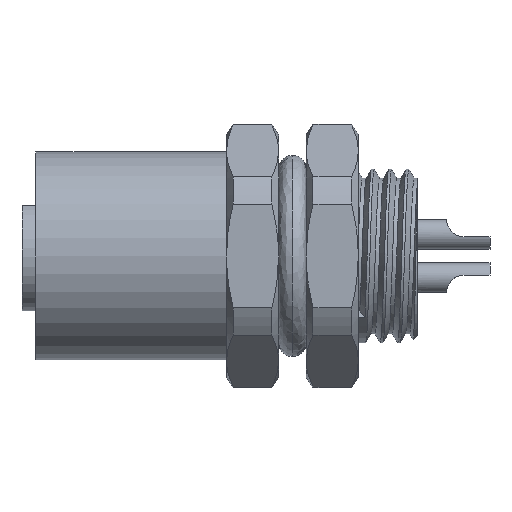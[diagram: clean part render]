
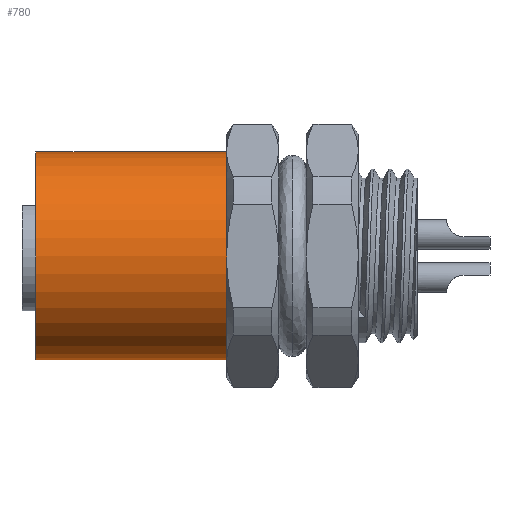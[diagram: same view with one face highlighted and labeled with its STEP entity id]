
A CAD part, front view. The second image highlights one B-rep face of the part: STEP entity #780.
In plain terms, the highlighted cylindrical face has radius 3 mm (diameter 6 mm), a partial arc.
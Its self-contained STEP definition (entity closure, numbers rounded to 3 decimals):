
#683 = CARTESIAN_POINT ( 'NONE',  ( 5.7, 0., -3. ) ) ;
#780 = ADVANCED_FACE ( 'NONE', ( #4662 ), #4484, .T. ) ;
#964 = VERTEX_POINT ( 'NONE', #1561 ) ;
#1368 = ORIENTED_EDGE ( 'NONE', *, *, #3274, .T. ) ;
#1407 = CIRCLE ( 'NONE', #4451, 3. ) ;
#1468 = DIRECTION ( 'NONE',  ( -1., 0., 0. ) ) ;
#1474 = VERTEX_POINT ( 'NONE', #5620 ) ;
#1561 = CARTESIAN_POINT ( 'NONE',  ( 0.2, 0., 3. ) ) ;
#1749 = ORIENTED_EDGE ( 'NONE', *, *, #5814, .T. ) ;
#1782 = VECTOR ( 'NONE', #5694, 1000. ) ;
#1786 = LINE ( 'NONE', #4155, #1782 ) ;
#2450 = CARTESIAN_POINT ( 'NONE',  ( 0.2, 0., 0. ) ) ;
#2769 = ORIENTED_EDGE ( 'NONE', *, *, #6310, .T. ) ;
#2948 = AXIS2_PLACEMENT_3D ( 'NONE', #6294, #6399, #6276 ) ;
#2967 = DIRECTION ( 'NONE',  ( 0., 0., 1. ) ) ;
#3274 = EDGE_CURVE ( 'NONE', #964, #1474, #1407, .T. ) ;
#3366 = EDGE_LOOP ( 'NONE', ( #4503, #2769, #1749, #1368 ) ) ;
#3375 = VERTEX_POINT ( 'NONE', #6047 ) ;
#3753 = LINE ( 'NONE', #5495, #3814 ) ;
#3764 = EDGE_CURVE ( 'NONE', #6067, #1474, #1786, .T. ) ;
#3814 = VECTOR ( 'NONE', #5997, 1000. ) ;
#4155 = CARTESIAN_POINT ( 'NONE',  ( -15.846, 0., -3. ) ) ;
#4222 = CIRCLE ( 'NONE', #6002, 3. ) ;
#4451 = AXIS2_PLACEMENT_3D ( 'NONE', #2450, #5988, #2967 ) ;
#4484 = CYLINDRICAL_SURFACE ( 'NONE', #2948, 3. ) ;
#4503 = ORIENTED_EDGE ( 'NONE', *, *, #3764, .F. ) ;
#4508 = CARTESIAN_POINT ( 'NONE',  ( 5.7, 0., 0. ) ) ;
#4662 = FACE_OUTER_BOUND ( 'NONE', #3366, .T. ) ;
#5019 = DIRECTION ( 'NONE',  ( 0., 0., 1. ) ) ;
#5495 = CARTESIAN_POINT ( 'NONE',  ( -15.846, 0., 3. ) ) ;
#5620 = CARTESIAN_POINT ( 'NONE',  ( 0.2, 0., -3. ) ) ;
#5694 = DIRECTION ( 'NONE',  ( -1., 0., 0. ) ) ;
#5814 = EDGE_CURVE ( 'NONE', #3375, #964, #3753, .T. ) ;
#5988 = DIRECTION ( 'NONE',  ( 1., 0., 0. ) ) ;
#5997 = DIRECTION ( 'NONE',  ( -1., 0., 0. ) ) ;
#6002 = AXIS2_PLACEMENT_3D ( 'NONE', #4508, #1468, #5019 ) ;
#6047 = CARTESIAN_POINT ( 'NONE',  ( 5.7, 0., 3. ) ) ;
#6067 = VERTEX_POINT ( 'NONE', #683 ) ;
#6276 = DIRECTION ( 'NONE',  ( 0., 0., 1. ) ) ;
#6294 = CARTESIAN_POINT ( 'NONE',  ( -15.846, 0., 0. ) ) ;
#6310 = EDGE_CURVE ( 'NONE', #6067, #3375, #4222, .T. ) ;
#6399 = DIRECTION ( 'NONE',  ( -1., 0., 0. ) ) ;
